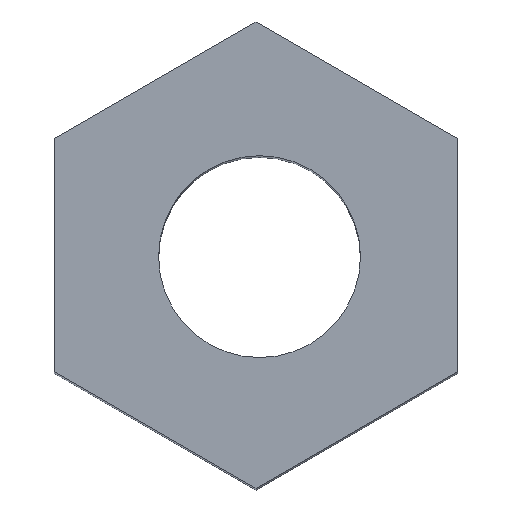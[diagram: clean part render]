
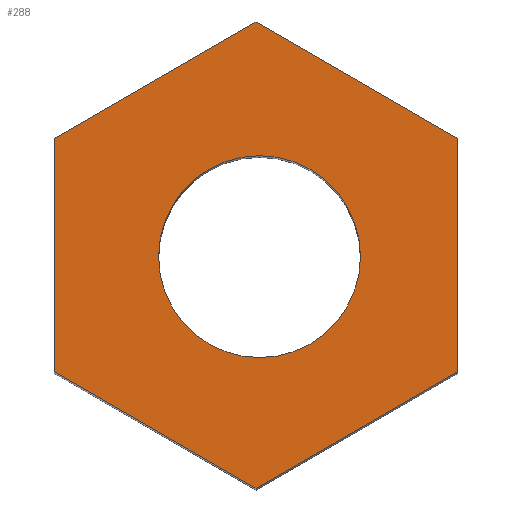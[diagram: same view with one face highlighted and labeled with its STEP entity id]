
A CAD part, top view. The second image highlights one B-rep face of the part: STEP entity #288.
In plain terms, the highlighted planar face has unit normal (0, 0, 1).
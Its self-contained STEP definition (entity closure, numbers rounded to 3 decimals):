
#67=DIRECTION('',(0.,1.,0.));
#68=VECTOR('',#67,2.887);
#69=CARTESIAN_POINT('',(2.5,-1.443,12.));
#70=LINE('',#69,#68);
#71=DIRECTION('',(-0.866,-0.5,0.));
#72=VECTOR('',#71,2.887);
#73=CARTESIAN_POINT('',(2.5,-1.443,12.));
#74=LINE('',#73,#72);
#75=DIRECTION('',(-0.866,0.5,0.));
#76=VECTOR('',#75,2.887);
#77=CARTESIAN_POINT('',(0.,-2.887,12.));
#78=LINE('',#77,#76);
#79=DIRECTION('',(0.,-1.,0.));
#80=VECTOR('',#79,2.887);
#81=CARTESIAN_POINT('',(-2.5,1.443,12.));
#82=LINE('',#81,#80);
#83=DIRECTION('',(0.866,0.5,0.));
#84=VECTOR('',#83,2.887);
#85=CARTESIAN_POINT('',(-2.5,1.443,12.));
#86=LINE('',#85,#84);
#87=DIRECTION('',(0.866,-0.5,0.));
#88=VECTOR('',#87,2.887);
#89=CARTESIAN_POINT('',(0.,2.887,12.));
#90=LINE('',#89,#88);
#91=CARTESIAN_POINT('',(0.044,-0.018,12.));
#92=DIRECTION('',(0.,0.,1.));
#93=DIRECTION('',(-1.,0.,0.));
#94=AXIS2_PLACEMENT_3D('',#91,#92,#93);
#96=CARTESIAN_POINT('',(0.044,-0.018,12.));
#97=DIRECTION('',(0.,0.,1.));
#98=DIRECTION('',(1.,0.,0.));
#99=AXIS2_PLACEMENT_3D('',#96,#97,#98);
#102=CARTESIAN_POINT('',(2.5,1.443,12.));
#104=VERTEX_POINT('',#102);
#107=CARTESIAN_POINT('',(0.,2.887,12.));
#108=VERTEX_POINT('',#107);
#111=CARTESIAN_POINT('',(-2.5,1.443,12.));
#112=VERTEX_POINT('',#111);
#115=CARTESIAN_POINT('',(-2.5,-1.443,12.));
#116=VERTEX_POINT('',#115);
#119=CARTESIAN_POINT('',(0.,-2.887,12.));
#120=VERTEX_POINT('',#119);
#123=CARTESIAN_POINT('',(2.5,-1.443,12.));
#124=VERTEX_POINT('',#123);
#125=CARTESIAN_POINT('',(-1.206,-0.018,12.));
#127=VERTEX_POINT('',#125);
#129=CARTESIAN_POINT('',(1.294,-0.018,12.));
#130=VERTEX_POINT('',#129);
#271=CARTESIAN_POINT('',(0.,0.,12.));
#272=DIRECTION('',(0.,0.,1.));
#273=DIRECTION('',(-1.,0.,0.));
#274=AXIS2_PLACEMENT_3D('',#271,#272,#273);
#275=PLANE('',#274);
#276=ORIENTED_EDGE('',*,*,#209,.F.);
#277=ORIENTED_EDGE('',*,*,#223,.T.);
#278=ORIENTED_EDGE('',*,*,#237,.T.);
#279=ORIENTED_EDGE('',*,*,#251,.F.);
#280=ORIENTED_EDGE('',*,*,#264,.T.);
#281=ORIENTED_EDGE('',*,*,#194,.T.);
#282=EDGE_LOOP('',(#276,#277,#278,#279,#280,#281));
#283=FACE_OUTER_BOUND('',#282,.F.);
#284=ORIENTED_EDGE('',*,*,#144,.T.);
#285=ORIENTED_EDGE('',*,*,#157,.T.);
#286=EDGE_LOOP('',(#284,#285));
#287=FACE_BOUND('',#286,.F.);
#95=CIRCLE('',#94,1.25);
#100=CIRCLE('',#99,1.25);
#144=EDGE_CURVE('',#127,#130,#95,.T.);
#157=EDGE_CURVE('',#130,#127,#100,.T.);
#194=EDGE_CURVE('',#108,#104,#90,.T.);
#209=EDGE_CURVE('',#124,#104,#70,.T.);
#223=EDGE_CURVE('',#124,#120,#74,.T.);
#237=EDGE_CURVE('',#120,#116,#78,.T.);
#251=EDGE_CURVE('',#112,#116,#82,.T.);
#264=EDGE_CURVE('',#112,#108,#86,.T.);
#288=ADVANCED_FACE('',(#283,#287),#275,.T.);
